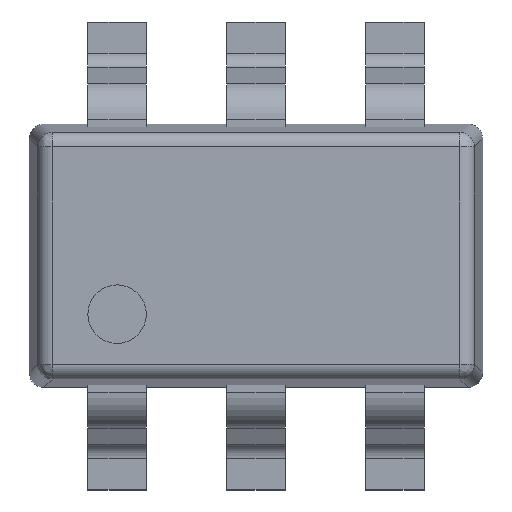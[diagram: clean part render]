
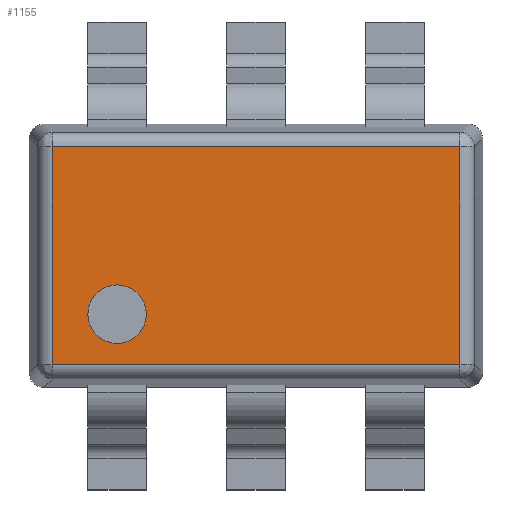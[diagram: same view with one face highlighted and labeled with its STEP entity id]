
A CAD part, top view. The second image highlights one B-rep face of the part: STEP entity #1155.
In plain terms, the highlighted planar face has unit normal (0, 0, 1).
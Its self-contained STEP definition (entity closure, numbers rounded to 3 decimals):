
#18 = CIRCLE ( 'NONE', #3498, 0.2 ) ;
#146 = LINE ( 'NONE', #1581, #1852 ) ;
#158 = EDGE_CURVE ( 'NONE', #2796, #1065, #146, .T. ) ;
#164 = DIRECTION ( 'NONE',  ( 0., 0., 1. ) ) ;
#175 = EDGE_CURVE ( 'NONE', #2343, #2414, #3640, .T. ) ;
#208 = LINE ( 'NONE', #744, #2309 ) ;
#263 = CARTESIAN_POINT ( 'NONE',  ( 1.394, -0.744, 1.45 ) ) ;
#272 = AXIS2_PLACEMENT_3D ( 'NONE', #3153, #164, #2064 ) ;
#300 = VECTOR ( 'NONE', #479, 1000. ) ;
#388 = EDGE_CURVE ( 'NONE', #1311, #2796, #3384, .T. ) ;
#479 = DIRECTION ( 'NONE',  ( 1., 0., 0. ) ) ;
#527 = CARTESIAN_POINT ( 'NONE',  ( 0., 0., 1.45 ) ) ;
#744 = CARTESIAN_POINT ( 'NONE',  ( 1.394, 0.744, 1.45 ) ) ;
#793 = DIRECTION ( 'NONE',  ( 0., 0., 1. ) ) ;
#868 = CARTESIAN_POINT ( 'NONE',  ( -0.95, -0.4, 1.45 ) ) ;
#894 = ORIENTED_EDGE ( 'NONE', *, *, #2798, .T. ) ;
#952 = ORIENTED_EDGE ( 'NONE', *, *, #1826, .F. ) ;
#1065 = VERTEX_POINT ( 'NONE', #2763 ) ;
#1155 = ADVANCED_FACE ( 'NONE', ( #3059, #2862 ), #3362, .T. ) ;
#1199 = EDGE_LOOP ( 'NONE', ( #894, #1756, #3293, #1499 ) ) ;
#1212 = LINE ( 'NONE', #2281, #2772 ) ;
#1311 = VERTEX_POINT ( 'NONE', #1969 ) ;
#1452 = EDGE_CURVE ( 'NONE', #2853, #1311, #1212, .T. ) ;
#1499 = ORIENTED_EDGE ( 'NONE', *, *, #158, .T. ) ;
#1581 = CARTESIAN_POINT ( 'NONE',  ( 1.394, -0.744, 1.45 ) ) ;
#1756 = ORIENTED_EDGE ( 'NONE', *, *, #1452, .T. ) ;
#1826 = EDGE_CURVE ( 'NONE', #2414, #2343, #18, .T. ) ;
#1852 = VECTOR ( 'NONE', #2712, 1000. ) ;
#1906 = CARTESIAN_POINT ( 'NONE',  ( -1.15, -0.4, 1.45 ) ) ;
#1969 = CARTESIAN_POINT ( 'NONE',  ( -1.394, -0.744, 1.45 ) ) ;
#1996 = AXIS2_PLACEMENT_3D ( 'NONE', #527, #793, #2244 ) ;
#2000 = DIRECTION ( 'NONE',  ( 0., -1., 0. ) ) ;
#2064 = DIRECTION ( 'NONE',  ( 1., 0., 0. ) ) ;
#2222 = ORIENTED_EDGE ( 'NONE', *, *, #175, .F. ) ;
#2244 = DIRECTION ( 'NONE',  ( 1., 0., 0. ) ) ;
#2281 = CARTESIAN_POINT ( 'NONE',  ( -1.394, 0.744, 1.45 ) ) ;
#2309 = VECTOR ( 'NONE', #2992, 1000. ) ;
#2343 = VERTEX_POINT ( 'NONE', #1906 ) ;
#2414 = VERTEX_POINT ( 'NONE', #3594 ) ;
#2477 = CARTESIAN_POINT ( 'NONE',  ( -1.394, 0.744, 1.45 ) ) ;
#2712 = DIRECTION ( 'NONE',  ( 0., 1., 0. ) ) ;
#2763 = CARTESIAN_POINT ( 'NONE',  ( 1.394, 0.744, 1.45 ) ) ;
#2766 = CARTESIAN_POINT ( 'NONE',  ( -1.394, -0.744, 1.45 ) ) ;
#2772 = VECTOR ( 'NONE', #2000, 1000. ) ;
#2796 = VERTEX_POINT ( 'NONE', #263 ) ;
#2798 = EDGE_CURVE ( 'NONE', #1065, #2853, #208, .T. ) ;
#2853 = VERTEX_POINT ( 'NONE', #2477 ) ;
#2862 = FACE_BOUND ( 'NONE', #3625, .T. ) ;
#2992 = DIRECTION ( 'NONE',  ( -1., 0., 0. ) ) ;
#3059 = FACE_OUTER_BOUND ( 'NONE', #1199, .T. ) ;
#3124 = DIRECTION ( 'NONE',  ( 0., 0., 1. ) ) ;
#3153 = CARTESIAN_POINT ( 'NONE',  ( -0.95, -0.4, 1.45 ) ) ;
#3293 = ORIENTED_EDGE ( 'NONE', *, *, #388, .T. ) ;
#3362 = PLANE ( 'NONE',  #1996 ) ;
#3384 = LINE ( 'NONE', #2766, #300 ) ;
#3445 = DIRECTION ( 'NONE',  ( 1., 0., 0. ) ) ;
#3498 = AXIS2_PLACEMENT_3D ( 'NONE', #868, #3124, #3445 ) ;
#3594 = CARTESIAN_POINT ( 'NONE',  ( -0.75, -0.4, 1.45 ) ) ;
#3625 = EDGE_LOOP ( 'NONE', ( #952, #2222 ) ) ;
#3640 = CIRCLE ( 'NONE', #272, 0.2 ) ;
